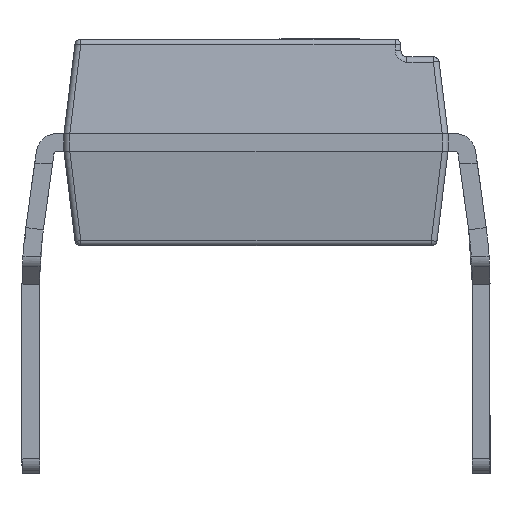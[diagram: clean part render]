
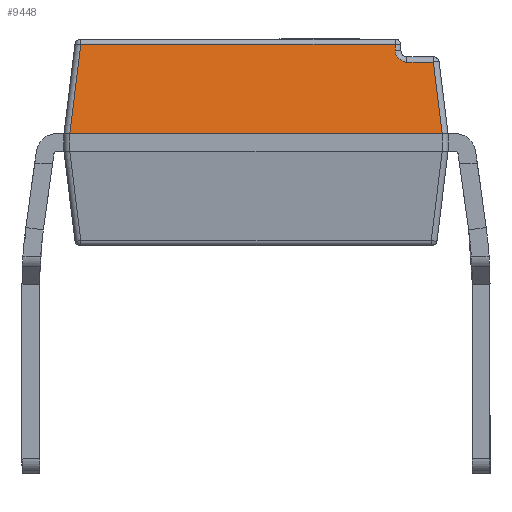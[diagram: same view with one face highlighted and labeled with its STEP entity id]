
A CAD part, left-side view. The second image highlights one B-rep face of the part: STEP entity #9448.
In plain terms, the highlighted planar face has unit normal (-0.993, 0, 0.122).
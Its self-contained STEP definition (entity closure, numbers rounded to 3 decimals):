
#1800 = VERTEX_POINT ( 'NONE', #14884 ) ;
#2367 = VERTEX_POINT ( 'NONE', #22973 ) ;
#2782 = ORIENTED_EDGE ( 'NONE', *, *, #11977, .T. ) ;
#3253 = ORIENTED_EDGE ( 'NONE', *, *, #42079, .T. ) ;
#3402 = CARTESIAN_POINT ( 'NONE',  ( -11.461, -2.354, 3.195 ) ) ;
#3604 = CARTESIAN_POINT ( 'NONE',  ( -11.62, -3.15, 1.9 ) ) ;
#3900 = LINE ( 'NONE', #30378, #31874 ) ;
#4198 = CARTESIAN_POINT ( 'NONE',  ( -11.434, 2.965, 3.412 ) ) ;
#6493 = DIRECTION ( 'NONE',  ( 0., 1., 0. ) ) ;
#7055 = DIRECTION ( 'NONE',  ( 0., 1., 0. ) ) ;
#8013 = DIRECTION ( 'NONE',  ( 0.121, 0.121, 0.985 ) ) ;
#8106 = CARTESIAN_POINT ( 'NONE',  ( -11.434, 3.054, 3.412 ) ) ;
#8407 = EDGE_CURVE ( 'NONE', #24215, #1800, #29452, .T. ) ;
#8698 = LINE ( 'NONE', #19277, #13606 ) ;
#8755 = ORIENTED_EDGE ( 'NONE', *, *, #31923, .T. ) ;
#9448 = ADVANCED_FACE ( 'NONE', ( #16682 ), #26662, .F. ) ;
#9761 = CARTESIAN_POINT ( 'NONE',  ( -11.62, 3.151, 1.9 ) ) ;
#10213 = DIRECTION ( 'NONE',  ( -0.121, 0.121, -0.985 ) ) ;
#11845 = CARTESIAN_POINT ( 'NONE',  ( -11.471, -3.002, 3.112 ) ) ;
#11977 = EDGE_CURVE ( 'NONE', #38215, #29181, #3900, .T. ) ;
#12222 = EDGE_CURVE ( 'NONE', #35277, #24215, #30961, .T. ) ;
#12460 = CARTESIAN_POINT ( 'NONE',  ( -11.62, 3.15, 1.9 ) ) ;
#13069 = EDGE_CURVE ( 'NONE', #29181, #29920, #13873, .T. ) ;
#13415 = CARTESIAN_POINT ( 'NONE',  ( -11.471, -2.554, 3.112 ) ) ;
#13427 = VECTOR ( 'NONE', #17829, 1000. ) ;
#13606 = VECTOR ( 'NONE', #35113, 1000. ) ;
#13873 =( BOUNDED_CURVE ( )  B_SPLINE_CURVE ( 3, ( #42326, #42115, #22873, #12460 ),
 .UNSPECIFIED., .F., .T. ) 
 B_SPLINE_CURVE_WITH_KNOTS ( ( 4, 4 ),
 ( 6.276, 6.283 ),
 .UNSPECIFIED. ) 
 CURVE ( )  GEOMETRIC_REPRESENTATION_ITEM ( )  RATIONAL_B_SPLINE_CURVE ( ( 1., 1., 1., 1. ) ) 
 REPRESENTATION_ITEM ( '' )  );
#14321 = DIRECTION ( 'NONE',  ( 0., -1., 0. ) ) ;
#14884 = CARTESIAN_POINT ( 'NONE',  ( -11.471, -2.554, 3.112 ) ) ;
#15172 = ORIENTED_EDGE ( 'NONE', *, *, #12222, .T. ) ;
#15309 = VECTOR ( 'NONE', #8013, 1000. ) ;
#16434 = CARTESIAN_POINT ( 'NONE',  ( -11.471, 0., 3.112 ) ) ;
#16682 = FACE_OUTER_BOUND ( 'NONE', #29469, .T. ) ;
#16850 = CARTESIAN_POINT ( 'NONE',  ( -11.62, -3.151, 1.9 ) ) ;
#17829 = DIRECTION ( 'NONE',  ( 0., 1., 0. ) ) ;
#19277 = CARTESIAN_POINT ( 'NONE',  ( -11.424, -2.354, 3.5 ) ) ;
#19485 = CARTESIAN_POINT ( 'NONE',  ( -11.62, -3.15, 1.9 ) ) ;
#20337 = VERTEX_POINT ( 'NONE', #37642 ) ;
#21815 = ORIENTED_EDGE ( 'NONE', *, *, #13069, .T. ) ;
#22873 = CARTESIAN_POINT ( 'NONE',  ( -11.62, 3.15, 1.9 ) ) ;
#22973 = CARTESIAN_POINT ( 'NONE',  ( -11.447, -2.354, 3.312 ) ) ;
#23158 = CARTESIAN_POINT ( 'NONE',  ( -11.447, -2.354, 3.312 ) ) ;
#23721 = CARTESIAN_POINT ( 'NONE',  ( -11.62, -3.15, 1.9 ) ) ;
#23814 = CARTESIAN_POINT ( 'NONE',  ( -11.424, 0., 3.5 ) ) ;
#24215 = VERTEX_POINT ( 'NONE', #11845 ) ;
#24517 = LINE ( 'NONE', #8106, #13427 ) ;
#25062 = CARTESIAN_POINT ( 'NONE',  ( -11.38, -2.911, 3.852 ) ) ;
#25113 = EDGE_CURVE ( 'NONE', #2367, #1800, #36874, .T. ) ;
#25288 = VECTOR ( 'NONE', #6493, 1000. ) ;
#26662 = PLANE ( 'NONE',  #38583 ) ;
#29181 = VERTEX_POINT ( 'NONE', #9761 ) ;
#29452 = LINE ( 'NONE', #16434, #25288 ) ;
#29469 = EDGE_LOOP ( 'NONE', ( #2782, #21815, #39897, #37488, #15172, #31540, #35732, #8755, #3253 ) ) ;
#29920 = VERTEX_POINT ( 'NONE', #42514 ) ;
#30378 = CARTESIAN_POINT ( 'NONE',  ( -11.38, 2.911, 3.852 ) ) ;
#30961 = LINE ( 'NONE', #25062, #15309 ) ;
#31377 = EDGE_CURVE ( 'NONE', #40837, #29920, #39937, .T. ) ;
#31540 = ORIENTED_EDGE ( 'NONE', *, *, #8407, .T. ) ;
#31874 = VECTOR ( 'NONE', #10213, 1000. ) ;
#31923 = EDGE_CURVE ( 'NONE', #2367, #20337, #8698, .T. ) ;
#32704 = CARTESIAN_POINT ( 'NONE',  ( -11.62, -3.15, 1.9 ) ) ;
#33830 =( BOUNDED_CURVE ( )  B_SPLINE_CURVE ( 3, ( #19485, #3604, #32704, #16850 ),
 .UNSPECIFIED., .F., .F. ) 
 B_SPLINE_CURVE_WITH_KNOTS ( ( 4, 4 ),
 ( 0., 0.007 ),
 .UNSPECIFIED. ) 
 CURVE ( )  GEOMETRIC_REPRESENTATION_ITEM ( )  RATIONAL_B_SPLINE_CURVE ( ( 1., 1., 1., 1. ) ) 
 REPRESENTATION_ITEM ( '' )  );
#34213 = CARTESIAN_POINT ( 'NONE',  ( -11.62, -3.151, 1.9 ) ) ;
#35113 = DIRECTION ( 'NONE',  ( 0.122, 0., 0.993 ) ) ;
#35277 = VERTEX_POINT ( 'NONE', #34213 ) ;
#35732 = ORIENTED_EDGE ( 'NONE', *, *, #25113, .F. ) ;
#36176 = CARTESIAN_POINT ( 'NONE',  ( -11.471, -2.436, 3.112 ) ) ;
#36685 = CARTESIAN_POINT ( 'NONE',  ( -11.62, -3.25, 1.9 ) ) ;
#36826 = DIRECTION ( 'NONE',  ( 0.993, 0., -0.122 ) ) ;
#36874 =( BOUNDED_CURVE ( )  B_SPLINE_CURVE ( 3, ( #23158, #3402, #36176, #13415 ),
 .UNSPECIFIED., .F., .F. ) 
 B_SPLINE_CURVE_WITH_KNOTS ( ( 4, 4 ),
 ( 4.712, 6.283 ),
 .UNSPECIFIED. ) 
 CURVE ( )  GEOMETRIC_REPRESENTATION_ITEM ( )  RATIONAL_B_SPLINE_CURVE ( ( 1., 0.805, 0.805, 1. ) ) 
 REPRESENTATION_ITEM ( '' )  );
#37488 = ORIENTED_EDGE ( 'NONE', *, *, #37866, .T. ) ;
#37642 = CARTESIAN_POINT ( 'NONE',  ( -11.434, -2.354, 3.412 ) ) ;
#37866 = EDGE_CURVE ( 'NONE', #40837, #35277, #33830, .T. ) ;
#38215 = VERTEX_POINT ( 'NONE', #4198 ) ;
#38583 = AXIS2_PLACEMENT_3D ( 'NONE', #23814, #36826, #14321 ) ;
#39122 = VECTOR ( 'NONE', #7055, 1000. ) ;
#39897 = ORIENTED_EDGE ( 'NONE', *, *, #31377, .F. ) ;
#39937 = LINE ( 'NONE', #36685, #39122 ) ;
#40837 = VERTEX_POINT ( 'NONE', #23721 ) ;
#42079 = EDGE_CURVE ( 'NONE', #20337, #38215, #24517, .T. ) ;
#42115 = CARTESIAN_POINT ( 'NONE',  ( -11.62, 3.15, 1.9 ) ) ;
#42326 = CARTESIAN_POINT ( 'NONE',  ( -11.62, 3.151, 1.9 ) ) ;
#42514 = CARTESIAN_POINT ( 'NONE',  ( -11.62, 3.15, 1.9 ) ) ;
